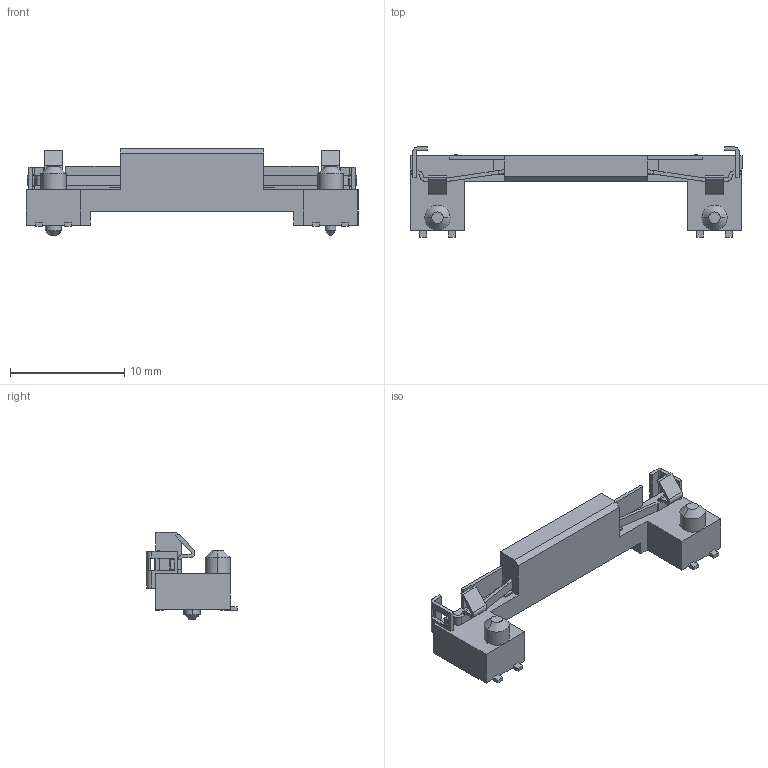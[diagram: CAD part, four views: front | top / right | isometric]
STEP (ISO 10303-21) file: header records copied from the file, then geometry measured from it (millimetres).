
FILE_DESCRIPTION (( 'STEP AP203' ), '1' );
FILE_NAME ('K3D-MM60-EZH059-B5-R2 JAE Connector Division Proprietary.STEP', '2009-01-23T00:23:07', ( '' ), ( '' ), 'SwSTEP 2.0', 'SolidWorks 2008', '' );
FILE_SCHEMA (( 'CONFIG_CONTROL_DESIGN' ));
Length unit declared in the file: millimetre
Products named in the file (1): K3D-MM60-EZH059-B5-R2 JAE Connector Division Proprietary
Bounding box: 29 x 7.9 x 7.6 mm (x, y, z)
Volume: 410.2 mm3; surface area: 692.9 mm2
Topology: 1 solids, 1 shells, 191 faces, 545 edges, 354 vertices
Faces by surface type: plane 133, cylinder 42, cone 8, torus 8
Entity records: 6270 total; most frequent: CARTESIAN_POINT 1091, ORIENTED_EDGE 1090, DIRECTION 1051, EDGE_CURVE 545, VECTOR 423, LINE 423, VERTEX_POINT 354, AXIS2_PLACEMENT_3D 314
